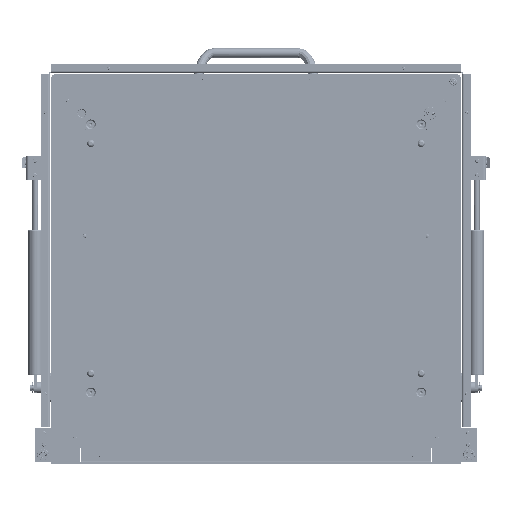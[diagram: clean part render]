
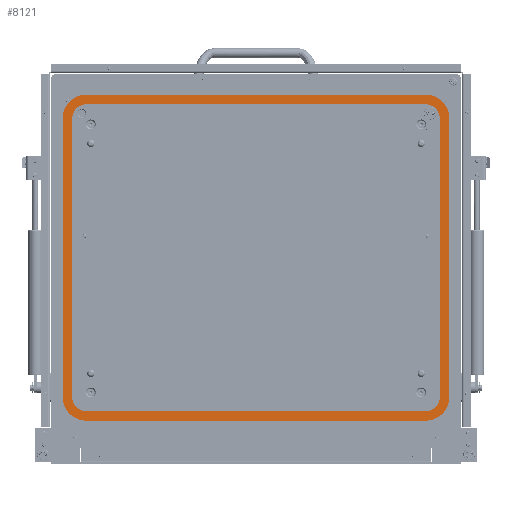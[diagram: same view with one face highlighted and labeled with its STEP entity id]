
A CAD part, front view. The second image highlights one B-rep face of the part: STEP entity #8121.
In plain terms, the highlighted planar face has unit normal (0, -1, 0).
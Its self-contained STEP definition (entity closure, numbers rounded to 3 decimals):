
#542 = CARTESIAN_POINT ( 'NONE',  ( -202., 0., -145.25 ) ) ;
#1363 = VERTEX_POINT ( 'NONE', #47930 ) ;
#1588 = AXIS2_PLACEMENT_3D ( 'NONE', #35096, #53637, #41252 ) ;
#2076 = AXIS2_PLACEMENT_3D ( 'NONE', #50550, #25583, #62199 ) ;
#2181 = CARTESIAN_POINT ( 'NONE',  ( 202., 0., -145.25 ) ) ;
#2765 = DIRECTION ( 'NONE',  ( 0., 1., 0. ) ) ;
#2783 = ORIENTED_EDGE ( 'NONE', *, *, #33755, .F. ) ;
#3173 = CARTESIAN_POINT ( 'NONE',  ( 177., 0., -160.25 ) ) ;
#4779 = EDGE_CURVE ( 'NONE', #39486, #43069, #42979, .T. ) ;
#5206 = CARTESIAN_POINT ( 'NONE',  ( -192., 0., 145.25 ) ) ;
#5430 = ORIENTED_EDGE ( 'NONE', *, *, #77318, .F. ) ;
#5606 = VERTEX_POINT ( 'NONE', #5206 ) ;
#5821 = ORIENTED_EDGE ( 'NONE', *, *, #72551, .T. ) ;
#6907 = CARTESIAN_POINT ( 'NONE',  ( 177., 0., 145.25 ) ) ;
#7654 = EDGE_CURVE ( 'NONE', #31442, #65539, #37772, .T. ) ;
#7883 = ORIENTED_EDGE ( 'NONE', *, *, #39334, .T. ) ;
#7938 = AXIS2_PLACEMENT_3D ( 'NONE', #58515, #2765, #51769 ) ;
#8121 = ADVANCED_FACE ( 'NONE', ( #59835, #29084 ), #22183, .F. ) ;
#8746 = CARTESIAN_POINT ( 'NONE',  ( -177., 0., -145.25 ) ) ;
#8752 = CARTESIAN_POINT ( 'NONE',  ( 177., 0., -170.25 ) ) ;
#9899 = AXIS2_PLACEMENT_3D ( 'NONE', #6907, #12033, #18292 ) ;
#10310 = VECTOR ( 'NONE', #76969, 1000. ) ;
#11681 = EDGE_CURVE ( 'NONE', #65539, #14609, #44195, .T. ) ;
#11873 = VECTOR ( 'NONE', #56244, 1000. ) ;
#11991 = LINE ( 'NONE', #69862, #78566 ) ;
#12033 = DIRECTION ( 'NONE',  ( 0., 1., 0. ) ) ;
#14295 = EDGE_CURVE ( 'NONE', #1363, #31442, #55515, .T. ) ;
#14560 = AXIS2_PLACEMENT_3D ( 'NONE', #8746, #51546, #38889 ) ;
#14609 = VERTEX_POINT ( 'NONE', #61370 ) ;
#15608 = CARTESIAN_POINT ( 'NONE',  ( -202., 0., 145.25 ) ) ;
#17425 = CARTESIAN_POINT ( 'NONE',  ( -192., 0., -145.25 ) ) ;
#17733 = DIRECTION ( 'NONE',  ( 0., 0., -1. ) ) ;
#18227 = VECTOR ( 'NONE', #17733, 1000. ) ;
#18292 = DIRECTION ( 'NONE',  ( 0., 0., 1. ) ) ;
#19091 = DIRECTION ( 'NONE',  ( 0., 0., -1. ) ) ;
#20719 = EDGE_LOOP ( 'NONE', ( #37015, #25653, #2783, #39521, #45529, #5430, #64779, #41497 ) ) ;
#22183 = PLANE ( 'NONE',  #1588 ) ;
#22871 = CARTESIAN_POINT ( 'NONE',  ( 192., 0., 145.25 ) ) ;
#23012 = EDGE_CURVE ( 'NONE', #68214, #39486, #26378, .T. ) ;
#24690 = CARTESIAN_POINT ( 'NONE',  ( 192., 0., -145.25 ) ) ;
#24787 = VERTEX_POINT ( 'NONE', #61522 ) ;
#25583 = DIRECTION ( 'NONE',  ( 0., 1., 0. ) ) ;
#25653 = ORIENTED_EDGE ( 'NONE', *, *, #74923, .F. ) ;
#26378 = LINE ( 'NONE', #31488, #11873 ) ;
#28561 = VERTEX_POINT ( 'NONE', #76473 ) ;
#29084 = FACE_BOUND ( 'NONE', #42240, .T. ) ;
#29595 = DIRECTION ( 'NONE',  ( 0., 0., -1. ) ) ;
#31180 = DIRECTION ( 'NONE',  ( 1., 0., 0. ) ) ;
#31402 = EDGE_CURVE ( 'NONE', #79454, #68214, #38348, .T. ) ;
#31442 = VERTEX_POINT ( 'NONE', #70195 ) ;
#31488 = CARTESIAN_POINT ( 'NONE',  ( -202., 0., -145.25 ) ) ;
#31505 = CARTESIAN_POINT ( 'NONE',  ( -177., 0., 145.25 ) ) ;
#33755 = EDGE_CURVE ( 'NONE', #40528, #24787, #47158, .T. ) ;
#34378 = CARTESIAN_POINT ( 'NONE',  ( -177., 0., -170.25 ) ) ;
#35096 = CARTESIAN_POINT ( 'NONE',  ( -177., 0., -145.25 ) ) ;
#35102 = ORIENTED_EDGE ( 'NONE', *, *, #42431, .T. ) ;
#35699 = VERTEX_POINT ( 'NONE', #40005 ) ;
#36378 = ORIENTED_EDGE ( 'NONE', *, *, #52708, .T. ) ;
#36523 = AXIS2_PLACEMENT_3D ( 'NONE', #31505, #50305, #68949 ) ;
#37015 = ORIENTED_EDGE ( 'NONE', *, *, #31402, .F. ) ;
#37772 = CIRCLE ( 'NONE', #2076, 15. ) ;
#38348 = CIRCLE ( 'NONE', #14560, 25. ) ;
#38889 = DIRECTION ( 'NONE',  ( 0., 0., 1. ) ) ;
#39334 = EDGE_CURVE ( 'NONE', #5606, #1363, #39796, .T. ) ;
#39486 = VERTEX_POINT ( 'NONE', #15608 ) ;
#39521 = ORIENTED_EDGE ( 'NONE', *, *, #77377, .F. ) ;
#39796 = CIRCLE ( 'NONE', #36523, 15. ) ;
#40005 = CARTESIAN_POINT ( 'NONE',  ( 177., 0., 170.25 ) ) ;
#40528 = VERTEX_POINT ( 'NONE', #2181 ) ;
#41130 = CARTESIAN_POINT ( 'NONE',  ( 177., 0., -145.25 ) ) ;
#41252 = DIRECTION ( 'NONE',  ( 0., 0., 1. ) ) ;
#41497 = ORIENTED_EDGE ( 'NONE', *, *, #23012, .F. ) ;
#42240 = EDGE_LOOP ( 'NONE', ( #5821, #75768, #35102, #36378, #7883, #64614, #59042, #79625 ) ) ;
#42431 = EDGE_CURVE ( 'NONE', #57921, #44091, #42716, .T. ) ;
#42716 = CIRCLE ( 'NONE', #50732, 15. ) ;
#42979 = CIRCLE ( 'NONE', #57184, 25. ) ;
#43069 = VERTEX_POINT ( 'NONE', #75374 ) ;
#43609 = VERTEX_POINT ( 'NONE', #53094 ) ;
#44091 = VERTEX_POINT ( 'NONE', #17425 ) ;
#44195 = LINE ( 'NONE', #24690, #18227 ) ;
#44694 = LINE ( 'NONE', #61357, #57269 ) ;
#44769 = DIRECTION ( 'NONE',  ( 0., 1., 0. ) ) ;
#45529 = ORIENTED_EDGE ( 'NONE', *, *, #70540, .F. ) ;
#45781 = DIRECTION ( 'NONE',  ( 0., 0., 1. ) ) ;
#46217 = DIRECTION ( 'NONE',  ( -1., 0., 0. ) ) ;
#47158 = CIRCLE ( 'NONE', #7938, 25. ) ;
#47163 = AXIS2_PLACEMENT_3D ( 'NONE', #41130, #66473, #29595 ) ;
#47930 = CARTESIAN_POINT ( 'NONE',  ( -177., 0., 160.25 ) ) ;
#48635 = VECTOR ( 'NONE', #46217, 1000. ) ;
#49159 = CARTESIAN_POINT ( 'NONE',  ( 177., 0., 170.25 ) ) ;
#50305 = DIRECTION ( 'NONE',  ( 0., 1., 0. ) ) ;
#50317 = CIRCLE ( 'NONE', #9899, 25. ) ;
#50550 = CARTESIAN_POINT ( 'NONE',  ( 177., 0., 145.25 ) ) ;
#50732 = AXIS2_PLACEMENT_3D ( 'NONE', #54012, #65909, #72676 ) ;
#51546 = DIRECTION ( 'NONE',  ( 0., 1., 0. ) ) ;
#51690 = CARTESIAN_POINT ( 'NONE',  ( 177., 0., 160.25 ) ) ;
#51769 = DIRECTION ( 'NONE',  ( 0., 0., -1. ) ) ;
#52708 = EDGE_CURVE ( 'NONE', #44091, #5606, #11991, .T. ) ;
#53094 = CARTESIAN_POINT ( 'NONE',  ( 202., 0., 145.25 ) ) ;
#53637 = DIRECTION ( 'NONE',  ( 0., 1., 0. ) ) ;
#54012 = CARTESIAN_POINT ( 'NONE',  ( -177., 0., -145.25 ) ) ;
#55515 = LINE ( 'NONE', #51690, #62276 ) ;
#56244 = DIRECTION ( 'NONE',  ( 0., 0., 1. ) ) ;
#57184 = AXIS2_PLACEMENT_3D ( 'NONE', #63156, #44769, #74545 ) ;
#57269 = VECTOR ( 'NONE', #19091, 1000. ) ;
#57921 = VERTEX_POINT ( 'NONE', #63395 ) ;
#58515 = CARTESIAN_POINT ( 'NONE',  ( 177., 0., -145.25 ) ) ;
#59042 = ORIENTED_EDGE ( 'NONE', *, *, #7654, .T. ) ;
#59835 = FACE_OUTER_BOUND ( 'NONE', #20719, .T. ) ;
#61357 = CARTESIAN_POINT ( 'NONE',  ( 202., 0., -145.25 ) ) ;
#61370 = CARTESIAN_POINT ( 'NONE',  ( 192., 0., -145.25 ) ) ;
#61522 = CARTESIAN_POINT ( 'NONE',  ( 177., 0., -170.25 ) ) ;
#62199 = DIRECTION ( 'NONE',  ( 0., 0., 1. ) ) ;
#62276 = VECTOR ( 'NONE', #64904, 1000. ) ;
#63156 = CARTESIAN_POINT ( 'NONE',  ( -177., 0., 145.25 ) ) ;
#63395 = CARTESIAN_POINT ( 'NONE',  ( -177., 0., -160.25 ) ) ;
#64153 = LINE ( 'NONE', #3173, #48635 ) ;
#64614 = ORIENTED_EDGE ( 'NONE', *, *, #14295, .T. ) ;
#64779 = ORIENTED_EDGE ( 'NONE', *, *, #4779, .F. ) ;
#64904 = DIRECTION ( 'NONE',  ( 1., 0., 0. ) ) ;
#64987 = LINE ( 'NONE', #49159, #73685 ) ;
#65539 = VERTEX_POINT ( 'NONE', #22871 ) ;
#65909 = DIRECTION ( 'NONE',  ( 0., 1., 0. ) ) ;
#66473 = DIRECTION ( 'NONE',  ( 0., 1., 0. ) ) ;
#68214 = VERTEX_POINT ( 'NONE', #542 ) ;
#68949 = DIRECTION ( 'NONE',  ( 0., 0., -1. ) ) ;
#69862 = CARTESIAN_POINT ( 'NONE',  ( -192., 0., -145.25 ) ) ;
#70195 = CARTESIAN_POINT ( 'NONE',  ( 177., 0., 160.25 ) ) ;
#70540 = EDGE_CURVE ( 'NONE', #35699, #43609, #50317, .T. ) ;
#72045 = LINE ( 'NONE', #8752, #10310 ) ;
#72551 = EDGE_CURVE ( 'NONE', #14609, #28561, #79043, .T. ) ;
#72676 = DIRECTION ( 'NONE',  ( 0., 0., 1. ) ) ;
#73685 = VECTOR ( 'NONE', #31180, 1000. ) ;
#74545 = DIRECTION ( 'NONE',  ( 0., 0., -1. ) ) ;
#74923 = EDGE_CURVE ( 'NONE', #24787, #79454, #72045, .T. ) ;
#75374 = CARTESIAN_POINT ( 'NONE',  ( -177., 0., 170.25 ) ) ;
#75768 = ORIENTED_EDGE ( 'NONE', *, *, #76450, .T. ) ;
#76450 = EDGE_CURVE ( 'NONE', #28561, #57921, #64153, .T. ) ;
#76473 = CARTESIAN_POINT ( 'NONE',  ( 177., 0., -160.25 ) ) ;
#76969 = DIRECTION ( 'NONE',  ( -1., 0., 0. ) ) ;
#77318 = EDGE_CURVE ( 'NONE', #43069, #35699, #64987, .T. ) ;
#77377 = EDGE_CURVE ( 'NONE', #43609, #40528, #44694, .T. ) ;
#78566 = VECTOR ( 'NONE', #45781, 1000. ) ;
#79043 = CIRCLE ( 'NONE', #47163, 15. ) ;
#79454 = VERTEX_POINT ( 'NONE', #34378 ) ;
#79625 = ORIENTED_EDGE ( 'NONE', *, *, #11681, .T. ) ;
